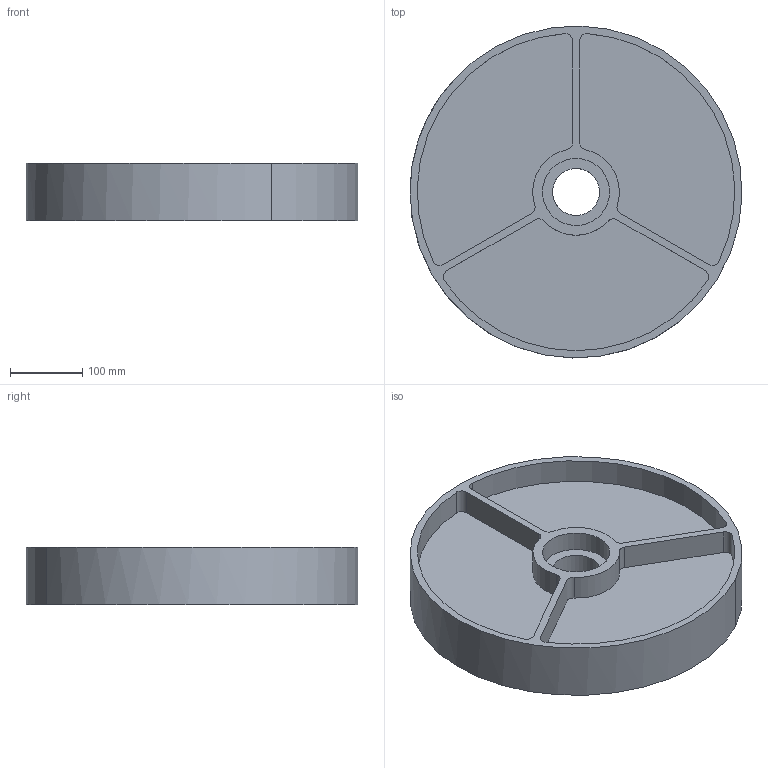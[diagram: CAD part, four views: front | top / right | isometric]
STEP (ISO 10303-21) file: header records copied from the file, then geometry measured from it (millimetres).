
FILE_DESCRIPTION(('CoCreate Modeling STEP Export'),'2;1');
FILE_NAME('m77.stp','2011-05-24T12:57:39',(''),(''),'CoCreate Modeling STEP processor for AP214 (Solid Model)','CoCreate Modeling 18.0P1120 20-Nov-2010 (C) Parametric Technology GmbH','');
FILE_SCHEMA(('AUTOMOTIVE_DESIGN { 1 0 10303 214 1 1 1 1 }'));
Length unit declared in the file: millimetre
Products named in the file (1): BODY_2____SOL2052_-_WSP_VOLANT_.PRT
Bounding box: 459.94 x 459.9 x 80 mm (x, y, z)
Volume: 3432673.6 mm3; surface area: 643099 mm2
Topology: 1 solids, 1 shells, 63 faces, 164 edges, 110 vertices
Faces by surface type: cylinder 42, plane 21
Entity records: 1982 total; most frequent: CARTESIAN_POINT 358, DIRECTION 354, ORIENTED_EDGE 328, EDGE_CURVE 164, AXIS2_PLACEMENT_3D 138, VERTEX_POINT 110, VECTOR 78, LINE 78
